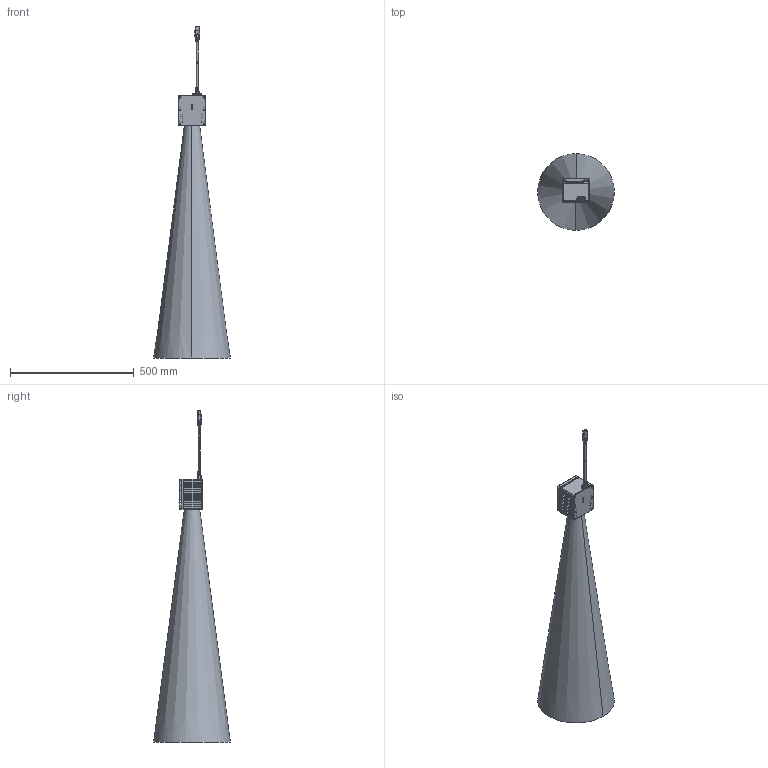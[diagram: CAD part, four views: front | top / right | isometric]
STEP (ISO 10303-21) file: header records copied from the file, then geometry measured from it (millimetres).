
FILE_DESCRIPTION((''),'2;1');
FILE_NAME('B43_SHELL_ASM-1128_','2019-11-28T',('sam.liang'),(''),'CREO PARAMETRIC BY PTC INC, 2015200','CREO PARAMETRIC BY PTC INC, 2015200','');
FILE_SCHEMA(('CONFIG_CONTROL_DESIGN'));
Length unit declared in the file: millimetre
Products named in the file (1): B43_SHELL_ASM-1128_
Bounding box: 309.17 x 309.17 x 1339.7 mm (x, y, z)
Volume: 1067336.8 mm3; surface area: 773388.1 mm2
Topology: 5 solids, 122 shells, 3532 faces, 8991 edges, 5730 vertices
Faces by surface type: plane 1782, cylinder 1058, cone 362, torus 224, bspline 80, sphere 20, extrusion 6
Entity records: 140812 total; most frequent: CARTESIAN_POINT 28012, DIRECTION 18544, ORIENTED_EDGE 17484, EDGE_CURVE 8889, AXIS2_PLACEMENT_3D 6712, VERTEX_POINT 5730, VECTOR 5120, LINE 5114
